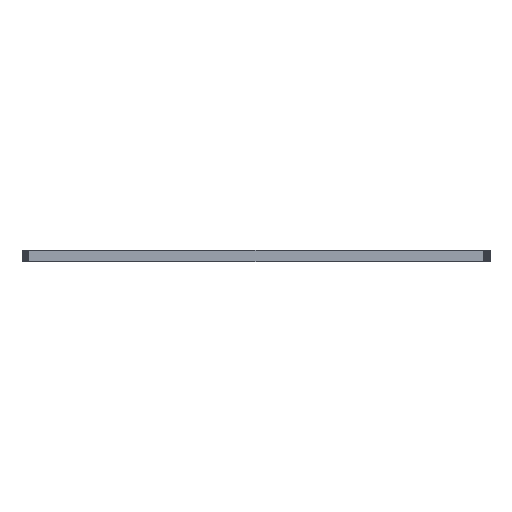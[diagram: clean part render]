
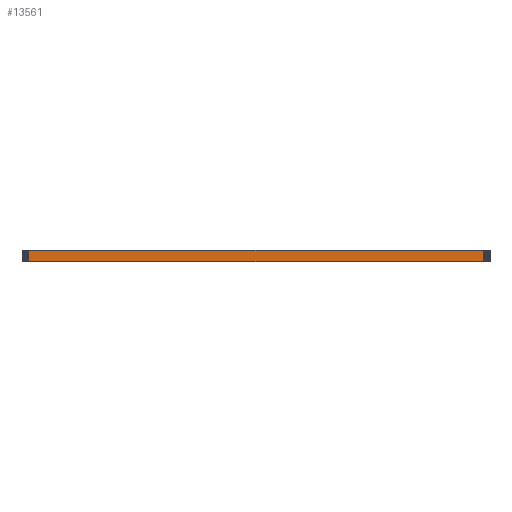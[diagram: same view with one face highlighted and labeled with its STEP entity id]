
A CAD part, front view. The second image highlights one B-rep face of the part: STEP entity #13561.
In plain terms, the highlighted planar face has unit normal (0, -1, 0).
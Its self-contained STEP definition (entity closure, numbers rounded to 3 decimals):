
#90 = PLANE('',#91);
#91 = AXIS2_PLACEMENT_3D('',#92,#93,#94);
#92 = CARTESIAN_POINT('',(189.87,-116.493,1.6));
#93 = DIRECTION('',(-0.,-0.,-1.));
#94 = DIRECTION('',(-1.,0.,0.));
#144 = PLANE('',#145);
#145 = AXIS2_PLACEMENT_3D('',#146,#147,#148);
#146 = CARTESIAN_POINT('',(189.87,-116.493,0.));
#147 = DIRECTION('',(-0.,-0.,-1.));
#148 = DIRECTION('',(-1.,0.,0.));
#673 = VERTEX_POINT('',#674);
#674 = CARTESIAN_POINT('',(222.682,-152.185,0.));
#688 = PLANE('',#689);
#689 = AXIS2_PLACEMENT_3D('',#690,#691,#692);
#690 = CARTESIAN_POINT('',(222.878,-152.166,0.));
#691 = DIRECTION('',(0.098,-0.995,0.));
#692 = DIRECTION('',(-0.995,-0.098,0.));
#700 = EDGE_CURVE('',#673,#701,#703,.T.);
#701 = VERTEX_POINT('',#702);
#702 = CARTESIAN_POINT('',(157.058,-152.185,0.));
#703 = SURFACE_CURVE('',#704,(#708,#715),.PCURVE_S1.);
#704 = LINE('',#705,#706);
#705 = CARTESIAN_POINT('',(222.682,-152.185,0.));
#706 = VECTOR('',#707,1.);
#707 = DIRECTION('',(-1.,0.,0.));
#708 = PCURVE('',#144,#709);
#709 = DEFINITIONAL_REPRESENTATION('',(#710),#714);
#710 = LINE('',#711,#712);
#711 = CARTESIAN_POINT('',(-32.812,-35.693));
#712 = VECTOR('',#713,1.);
#713 = DIRECTION('',(1.,0.));
#714 = ( GEOMETRIC_REPRESENTATION_CONTEXT(2) 
PARAMETRIC_REPRESENTATION_CONTEXT() REPRESENTATION_CONTEXT('2D SPACE',''
  ) );
#715 = PCURVE('',#716,#721);
#716 = PLANE('',#717);
#717 = AXIS2_PLACEMENT_3D('',#718,#719,#720);
#718 = CARTESIAN_POINT('',(222.682,-152.185,0.));
#719 = DIRECTION('',(0.,-1.,0.));
#720 = DIRECTION('',(-1.,0.,0.));
#721 = DEFINITIONAL_REPRESENTATION('',(#722),#726);
#722 = LINE('',#723,#724);
#723 = CARTESIAN_POINT('',(0.,-0.));
#724 = VECTOR('',#725,1.);
#725 = DIRECTION('',(1.,0.));
#726 = ( GEOMETRIC_REPRESENTATION_CONTEXT(2) 
PARAMETRIC_REPRESENTATION_CONTEXT() REPRESENTATION_CONTEXT('2D SPACE',''
  ) );
#744 = PLANE('',#745);
#745 = AXIS2_PLACEMENT_3D('',#746,#747,#748);
#746 = CARTESIAN_POINT('',(157.058,-152.185,0.));
#747 = DIRECTION('',(-0.098,-0.995,0.));
#748 = DIRECTION('',(-0.995,0.098,0.));
#7341 = VERTEX_POINT('',#7342);
#7342 = CARTESIAN_POINT('',(222.682,-152.185,1.6));
#7363 = EDGE_CURVE('',#7341,#7364,#7366,.T.);
#7364 = VERTEX_POINT('',#7365);
#7365 = CARTESIAN_POINT('',(157.058,-152.185,1.6));
#7366 = SURFACE_CURVE('',#7367,(#7371,#7378),.PCURVE_S1.);
#7367 = LINE('',#7368,#7369);
#7368 = CARTESIAN_POINT('',(222.682,-152.185,1.6));
#7369 = VECTOR('',#7370,1.);
#7370 = DIRECTION('',(-1.,0.,0.));
#7371 = PCURVE('',#90,#7372);
#7372 = DEFINITIONAL_REPRESENTATION('',(#7373),#7377);
#7373 = LINE('',#7374,#7375);
#7374 = CARTESIAN_POINT('',(-32.812,-35.693));
#7375 = VECTOR('',#7376,1.);
#7376 = DIRECTION('',(1.,0.));
#7377 = ( GEOMETRIC_REPRESENTATION_CONTEXT(2) 
PARAMETRIC_REPRESENTATION_CONTEXT() REPRESENTATION_CONTEXT('2D SPACE',''
  ) );
#7378 = PCURVE('',#716,#7379);
#7379 = DEFINITIONAL_REPRESENTATION('',(#7380),#7384);
#7380 = LINE('',#7381,#7382);
#7381 = CARTESIAN_POINT('',(0.,-1.6));
#7382 = VECTOR('',#7383,1.);
#7383 = DIRECTION('',(1.,0.));
#7384 = ( GEOMETRIC_REPRESENTATION_CONTEXT(2) 
PARAMETRIC_REPRESENTATION_CONTEXT() REPRESENTATION_CONTEXT('2D SPACE',''
  ) );
#13513 = EDGE_CURVE('',#673,#7341,#13514,.T.);
#13514 = SURFACE_CURVE('',#13515,(#13519,#13526),.PCURVE_S1.);
#13515 = LINE('',#13516,#13517);
#13516 = CARTESIAN_POINT('',(222.682,-152.185,0.));
#13517 = VECTOR('',#13518,1.);
#13518 = DIRECTION('',(0.,0.,1.));
#13519 = PCURVE('',#688,#13520);
#13520 = DEFINITIONAL_REPRESENTATION('',(#13521),#13525);
#13521 = LINE('',#13522,#13523);
#13522 = CARTESIAN_POINT('',(0.197,0.));
#13523 = VECTOR('',#13524,1.);
#13524 = DIRECTION('',(0.,-1.));
#13525 = ( GEOMETRIC_REPRESENTATION_CONTEXT(2) 
PARAMETRIC_REPRESENTATION_CONTEXT() REPRESENTATION_CONTEXT('2D SPACE',''
  ) );
#13526 = PCURVE('',#716,#13527);
#13527 = DEFINITIONAL_REPRESENTATION('',(#13528),#13532);
#13528 = LINE('',#13529,#13530);
#13529 = CARTESIAN_POINT('',(0.,-0.));
#13530 = VECTOR('',#13531,1.);
#13531 = DIRECTION('',(0.,-1.));
#13532 = ( GEOMETRIC_REPRESENTATION_CONTEXT(2) 
PARAMETRIC_REPRESENTATION_CONTEXT() REPRESENTATION_CONTEXT('2D SPACE',''
  ) );
#13561 = ADVANCED_FACE('',(#13562),#716,.T.);
#13562 = FACE_BOUND('',#13563,.T.);
#13563 = EDGE_LOOP('',(#13564,#13565,#13566,#13587));
#13564 = ORIENTED_EDGE('',*,*,#13513,.T.);
#13565 = ORIENTED_EDGE('',*,*,#7363,.T.);
#13566 = ORIENTED_EDGE('',*,*,#13567,.F.);
#13567 = EDGE_CURVE('',#701,#7364,#13568,.T.);
#13568 = SURFACE_CURVE('',#13569,(#13573,#13580),.PCURVE_S1.);
#13569 = LINE('',#13570,#13571);
#13570 = CARTESIAN_POINT('',(157.058,-152.185,0.));
#13571 = VECTOR('',#13572,1.);
#13572 = DIRECTION('',(0.,0.,1.));
#13573 = PCURVE('',#716,#13574);
#13574 = DEFINITIONAL_REPRESENTATION('',(#13575),#13579);
#13575 = LINE('',#13576,#13577);
#13576 = CARTESIAN_POINT('',(65.624,0.));
#13577 = VECTOR('',#13578,1.);
#13578 = DIRECTION('',(0.,-1.));
#13579 = ( GEOMETRIC_REPRESENTATION_CONTEXT(2) 
PARAMETRIC_REPRESENTATION_CONTEXT() REPRESENTATION_CONTEXT('2D SPACE',''
  ) );
#13580 = PCURVE('',#744,#13581);
#13581 = DEFINITIONAL_REPRESENTATION('',(#13582),#13586);
#13582 = LINE('',#13583,#13584);
#13583 = CARTESIAN_POINT('',(0.,0.));
#13584 = VECTOR('',#13585,1.);
#13585 = DIRECTION('',(0.,-1.));
#13586 = ( GEOMETRIC_REPRESENTATION_CONTEXT(2) 
PARAMETRIC_REPRESENTATION_CONTEXT() REPRESENTATION_CONTEXT('2D SPACE',''
  ) );
#13587 = ORIENTED_EDGE('',*,*,#700,.F.);
